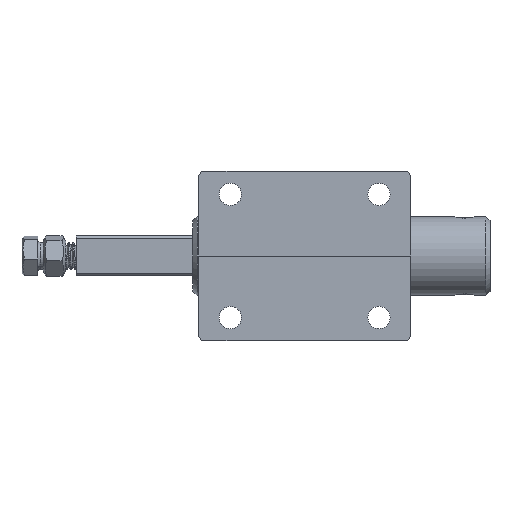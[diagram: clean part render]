
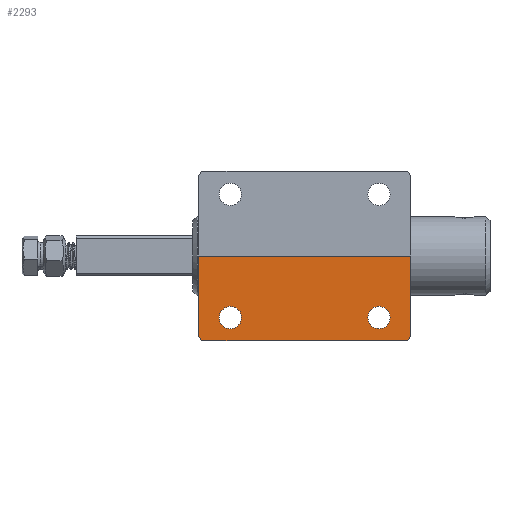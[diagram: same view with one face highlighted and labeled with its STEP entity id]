
A CAD part, front view. The second image highlights one B-rep face of the part: STEP entity #2293.
In plain terms, the highlighted planar face has unit normal (0, -1, 0).
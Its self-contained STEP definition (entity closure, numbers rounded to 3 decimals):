
#2183 = VERTEX_POINT ( 'NONE', #45147 ) ;
#2185 = EDGE_CURVE ( 'NONE', #2183, #2186, #45140, .T. ) ;
#2186 = VERTEX_POINT ( 'NONE', #45131 ) ;
#2214 = VERTEX_POINT ( 'NONE', #45179 ) ;
#2219 = ORIENTED_EDGE ( 'NONE', *, *, #2220, .T. ) ;
#2220 = EDGE_CURVE ( 'NONE', #2221, #2222, #45301, .T. ) ;
#2221 = VERTEX_POINT ( 'NONE', #45288 ) ;
#2222 = VERTEX_POINT ( 'NONE', #45285 ) ;
#2223 = ORIENTED_EDGE ( 'NONE', *, *, #2224, .T. ) ;
#2224 = EDGE_CURVE ( 'NONE', #2222, #2225, #45282, .T. ) ;
#2225 = VERTEX_POINT ( 'NONE', #45273 ) ;
#2239 = ORIENTED_EDGE ( 'NONE', *, *, #2240, .F. ) ;
#2240 = EDGE_CURVE ( 'NONE', #2221, #2288, #45362, .T. ) ;
#2241 = ORIENTED_EDGE ( 'NONE', *, *, #2242, .F. ) ;
#2242 = EDGE_CURVE ( 'NONE', #2253, #2214, #45356, .T. ) ;
#2243 = ORIENTED_EDGE ( 'NONE', *, *, #2252, .F. ) ;
#2252 = EDGE_CURVE ( 'NONE', #2214, #2253, #45318, .T. ) ;
#2253 = VERTEX_POINT ( 'NONE', #45308 ) ;
#2280 = ORIENTED_EDGE ( 'NONE', *, *, #2281, .T. ) ;
#2281 = EDGE_CURVE ( 'NONE', #2225, #2282, #45491, .T. ) ;
#2282 = VERTEX_POINT ( 'NONE', #45483 ) ;
#2283 = ORIENTED_EDGE ( 'NONE', *, *, #2284, .T. ) ;
#2284 = EDGE_CURVE ( 'NONE', #2282, #2285, #45476, .T. ) ;
#2285 = VERTEX_POINT ( 'NONE', #45467 ) ;
#2286 = ORIENTED_EDGE ( 'NONE', *, *, #2287, .T. ) ;
#2287 = EDGE_CURVE ( 'NONE', #2285, #2288, #45462, .T. ) ;
#2288 = VERTEX_POINT ( 'NONE', #45454 ) ;
#2289 = EDGE_LOOP ( 'NONE', ( #2241, #2243 ) ) ;
#2293 = ADVANCED_FACE ( 'NONE', ( #44866, #44865, #44864 ), #45604, .F. ) ;
#2294 = EDGE_LOOP ( 'NONE', ( #2295, #2297 ) ) ;
#2295 = ORIENTED_EDGE ( 'NONE', *, *, #2296, .F. ) ;
#2296 = EDGE_CURVE ( 'NONE', #2186, #2183, #45590, .T. ) ;
#2297 = ORIENTED_EDGE ( 'NONE', *, *, #2185, .F. ) ;
#2298 = EDGE_LOOP ( 'NONE', ( #2219, #2223, #2280, #2283, #2286, #2239 ) ) ;
#44864 = FACE_BOUND ( 'NONE', #2289, .T. ) ;
#44865 = FACE_OUTER_BOUND ( 'NONE', #2298, .T. ) ;
#44866 = FACE_BOUND ( 'NONE', #2294, .T. ) ;
#45131 = CARTESIAN_POINT ( 'NONE',  ( -35., 0., -23.75 ) ) ;
#45133 = DIRECTION ( 'NONE',  ( 0., 0., 1. ) ) ;
#45135 = DIRECTION ( 'NONE',  ( 0., -1., 0. ) ) ;
#45137 = CARTESIAN_POINT ( 'NONE',  ( -35., 0., -29. ) ) ;
#45139 = AXIS2_PLACEMENT_3D ( 'NONE', #45137, #45135, #45133 ) ;
#45140 = CIRCLE ( 'NONE', #45139, 5.25 ) ;
#45147 = CARTESIAN_POINT ( 'NONE',  ( -35., 0., -34.25 ) ) ;
#45179 = CARTESIAN_POINT ( 'NONE',  ( 35., 0., -34.25 ) ) ;
#45273 = CARTESIAN_POINT ( 'NONE',  ( -47., 0., -40. ) ) ;
#45275 = DIRECTION ( 'NONE',  ( 0., 0., -1. ) ) ;
#45277 = DIRECTION ( 'NONE',  ( 0., -1., 0. ) ) ;
#45279 = CARTESIAN_POINT ( 'NONE',  ( -47., 0., -37. ) ) ;
#45280 = AXIS2_PLACEMENT_3D ( 'NONE', #45279, #45277, #45275 ) ;
#45282 = CIRCLE ( 'NONE', #45280, 3. ) ;
#45285 = CARTESIAN_POINT ( 'NONE',  ( -50., 0., -37. ) ) ;
#45288 = CARTESIAN_POINT ( 'NONE',  ( -50., 0., 0. ) ) ;
#45291 = DIRECTION ( 'NONE',  ( 0., 0., -1. ) ) ;
#45292 = VECTOR ( 'NONE', #45291, 1000. ) ;
#45293 = CARTESIAN_POINT ( 'NONE',  ( -50., 0., 37. ) ) ;
#45301 = LINE ( 'NONE', #45293, #45292 ) ;
#45308 = CARTESIAN_POINT ( 'NONE',  ( 35., 0., -23.75 ) ) ;
#45310 = DIRECTION ( 'NONE',  ( 0., 0., -1. ) ) ;
#45312 = DIRECTION ( 'NONE',  ( 0., -1., 0. ) ) ;
#45314 = CARTESIAN_POINT ( 'NONE',  ( 35., 0., -29. ) ) ;
#45316 = AXIS2_PLACEMENT_3D ( 'NONE', #45314, #45312, #45310 ) ;
#45318 = CIRCLE ( 'NONE', #45316, 5.25 ) ;
#45348 = DIRECTION ( 'NONE',  ( 0., 0., -1. ) ) ;
#45350 = DIRECTION ( 'NONE',  ( 0., -1., 0. ) ) ;
#45352 = CARTESIAN_POINT ( 'NONE',  ( 35., 0., -29. ) ) ;
#45354 = AXIS2_PLACEMENT_3D ( 'NONE', #45352, #45350, #45348 ) ;
#45356 = CIRCLE ( 'NONE', #45354, 5.25 ) ;
#45359 = DIRECTION ( 'NONE',  ( 1., 0., 0. ) ) ;
#45360 = VECTOR ( 'NONE', #45359, 1000. ) ;
#45361 = CARTESIAN_POINT ( 'NONE',  ( 53.879, 0., 0. ) ) ;
#45362 = LINE ( 'NONE', #45361, #45360 ) ;
#45454 = CARTESIAN_POINT ( 'NONE',  ( 50., 0., 0. ) ) ;
#45457 = DIRECTION ( 'NONE',  ( 0., 0., 1. ) ) ;
#45458 = VECTOR ( 'NONE', #45457, 1000. ) ;
#45461 = CARTESIAN_POINT ( 'NONE',  ( 50., 0., 37. ) ) ;
#45462 = LINE ( 'NONE', #45461, #45458 ) ;
#45467 = CARTESIAN_POINT ( 'NONE',  ( 50., 0., -37. ) ) ;
#45469 = DIRECTION ( 'NONE',  ( 0., 0., -1. ) ) ;
#45471 = DIRECTION ( 'NONE',  ( 0., -1., 0. ) ) ;
#45473 = CARTESIAN_POINT ( 'NONE',  ( 47., 0., -37. ) ) ;
#45474 = AXIS2_PLACEMENT_3D ( 'NONE', #45473, #45471, #45469 ) ;
#45476 = CIRCLE ( 'NONE', #45474, 3. ) ;
#45483 = CARTESIAN_POINT ( 'NONE',  ( 47., 0., -40. ) ) ;
#45485 = DIRECTION ( 'NONE',  ( 1., 0., 0. ) ) ;
#45487 = VECTOR ( 'NONE', #45485, 1000. ) ;
#45489 = CARTESIAN_POINT ( 'NONE',  ( -47., 0., -40. ) ) ;
#45491 = LINE ( 'NONE', #45489, #45487 ) ;
#45582 = DIRECTION ( 'NONE',  ( 0., 0., 1. ) ) ;
#45584 = DIRECTION ( 'NONE',  ( 0., -1., 0. ) ) ;
#45586 = CARTESIAN_POINT ( 'NONE',  ( -35., 0., -29. ) ) ;
#45588 = AXIS2_PLACEMENT_3D ( 'NONE', #45586, #45584, #45582 ) ;
#45590 = CIRCLE ( 'NONE', #45588, 5.25 ) ;
#45597 = DIRECTION ( 'NONE',  ( 0., 0., -1. ) ) ;
#45599 = DIRECTION ( 'NONE',  ( 0., 1., 0. ) ) ;
#45601 = CARTESIAN_POINT ( 'NONE',  ( -47., 0., 37. ) ) ;
#45602 = AXIS2_PLACEMENT_3D ( 'NONE', #45601, #45599, #45597 ) ;
#45604 = PLANE ( 'NONE',  #45602 ) ;
